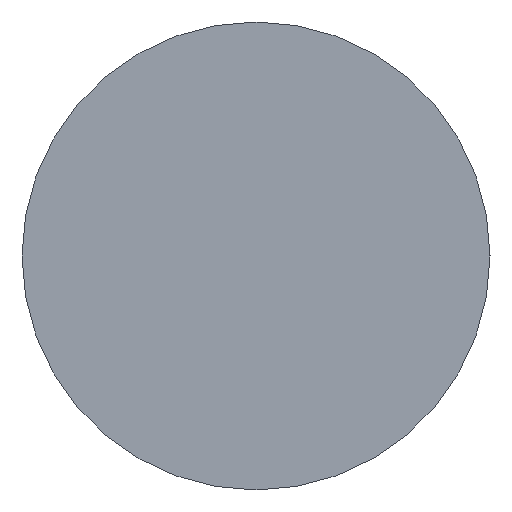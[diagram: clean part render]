
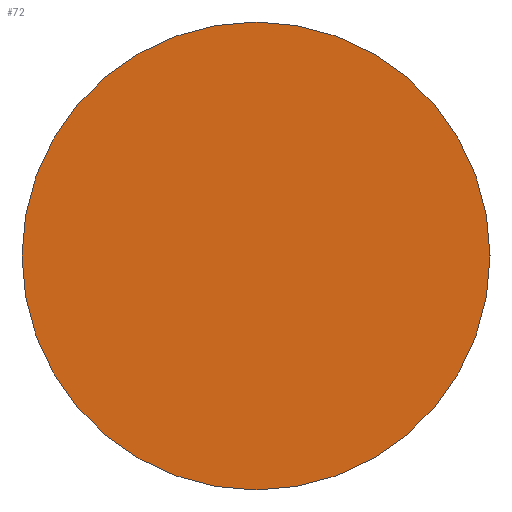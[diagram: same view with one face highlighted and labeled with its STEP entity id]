
A CAD part, left-side view. The second image highlights one B-rep face of the part: STEP entity #72.
In plain terms, the highlighted planar face has unit normal (-1, 0, 0).
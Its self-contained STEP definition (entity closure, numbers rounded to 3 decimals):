
#1 = CARTESIAN_POINT ( 'NONE',  ( 0., 0., 0. ) ) ;
#2 = PLANE ( 'NONE',  #88 ) ;
#5 = CARTESIAN_POINT ( 'NONE',  ( 0., 0., 0. ) ) ;
#34 = EDGE_CURVE ( 'NONE', #57, #61, #98, .T. ) ;
#38 = CIRCLE ( 'NONE', #114, 4. ) ;
#47 = DIRECTION ( 'NONE',  ( 0., 0., -1. ) ) ;
#57 = VERTEX_POINT ( 'NONE', #128 ) ;
#60 = DIRECTION ( 'NONE',  ( 1., 0., 0. ) ) ;
#61 = VERTEX_POINT ( 'NONE', #164 ) ;
#66 = AXIS2_PLACEMENT_3D ( 'NONE', #1, #60, #160 ) ;
#71 = EDGE_CURVE ( 'NONE', #61, #57, #38, .T. ) ;
#72 = ADVANCED_FACE ( 'NONE', ( #166 ), #2, .F. ) ;
#78 = DIRECTION ( 'NONE',  ( 1., 0., 0. ) ) ;
#82 = DIRECTION ( 'NONE',  ( 0., 0., -1. ) ) ;
#88 = AXIS2_PLACEMENT_3D ( 'NONE', #132, #148, #47 ) ;
#96 = ORIENTED_EDGE ( 'NONE', *, *, #34, .F. ) ;
#98 = CIRCLE ( 'NONE', #66, 4. ) ;
#114 = AXIS2_PLACEMENT_3D ( 'NONE', #5, #78, #82 ) ;
#128 = CARTESIAN_POINT ( 'NONE',  ( 0., 0., 4. ) ) ;
#132 = CARTESIAN_POINT ( 'NONE',  ( 0., 0., 0. ) ) ;
#144 = ORIENTED_EDGE ( 'NONE', *, *, #71, .F. ) ;
#148 = DIRECTION ( 'NONE',  ( 1., 0., 0. ) ) ;
#156 = EDGE_LOOP ( 'NONE', ( #96, #144 ) ) ;
#160 = DIRECTION ( 'NONE',  ( 0., 0., -1. ) ) ;
#164 = CARTESIAN_POINT ( 'NONE',  ( 0., 0., -4. ) ) ;
#166 = FACE_OUTER_BOUND ( 'NONE', #156, .T. ) ;
